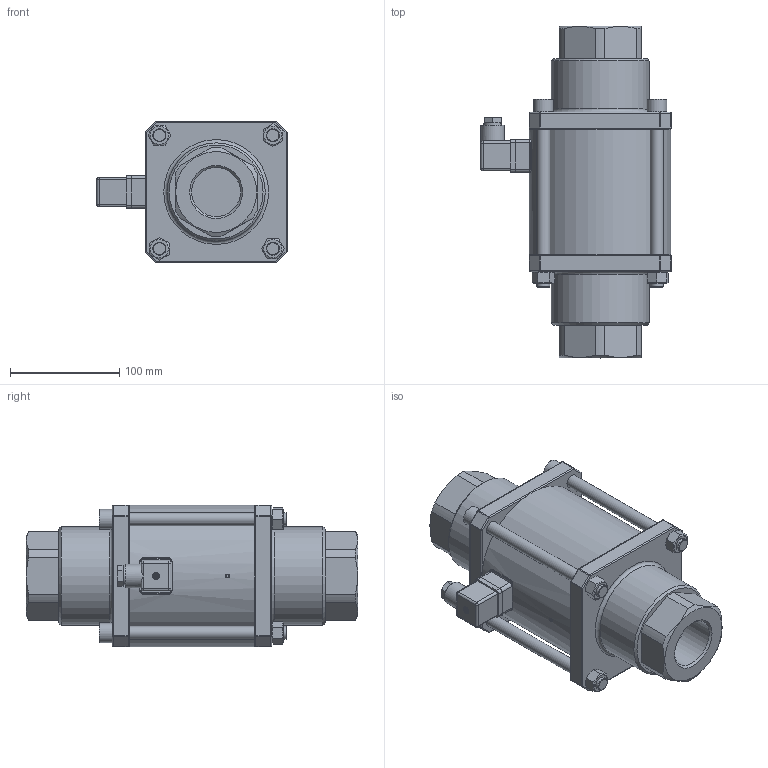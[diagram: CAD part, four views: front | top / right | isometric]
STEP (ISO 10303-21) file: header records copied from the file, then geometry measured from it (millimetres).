
FILE_DESCRIPTION(/* description */ (''),/* implementation_level */ '2;1');
FILE_NAME(/* name */ 'Typ 270 DN40 G64.stp',/* time_stamp */ '2017-11-22T14:45:26+01:00',/* author */ ('keikmeier'),/* organization */ (''),/* preprocessor_version */ 'ST-DEVELOPER v15.2',/* originating_system */ 'Autodesk Inventor 2014',/* authorisation */ '');
FILE_SCHEMA (('CONFIG_CONTROL_DESIGN'));
Length unit declared in the file: millimetre
Products named in the file (1): Typ 270 DN40 G64
Bounding box: 174.24 x 304 x 130 mm (x, y, z)
Volume: 2968220.6 mm3; surface area: 194136.8 mm2
Topology: 1 solids, 8 shells, 378 faces, 904 edges, 536 vertices
Faces by surface type: plane 179, cylinder 121, sphere 36, cone 34, bspline 5, torus 3
Full cylindrical faces by diameter (mm): 2 x1, 5 x4, 5.5 x1, 7.1 x1, 11 x1, 12 x8, 12.5 x8, 16 x1, 18 x4, 21.6 x1, 44.85 x2, 90 x2, 130 x1
Entity records: 11075 total; most frequent: CARTESIAN_POINT 2732, DIRECTION 1694, ORIENTED_EDGE 1528, EDGE_CURVE 783, AXIS2_PLACEMENT_3D 658, VERTEX_POINT 524, EDGE_LOOP 496, LINE 378
